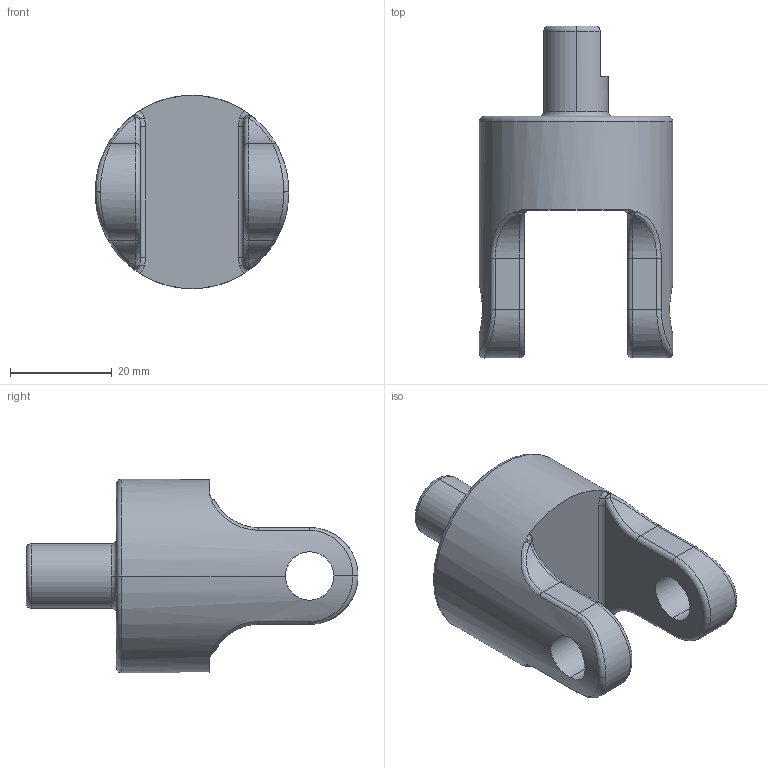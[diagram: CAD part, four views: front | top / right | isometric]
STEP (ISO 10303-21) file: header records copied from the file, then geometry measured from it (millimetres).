
FILE_DESCRIPTION (( 'STEP AP214' ), '1' );
FILE_NAME ('Part 9.STEP', '2025-03-07T11:54:36', ( '' ), ( '' ), 'SwSTEP 2.0', 'SolidWorks 2023', '' );
FILE_SCHEMA (( 'AUTOMOTIVE_DESIGN' ));
Length unit declared in the file: millimetre
Products named in the file (1): Part 9
Bounding box: 38.1 x 65.38 x 38.1 mm (x, y, z)
Volume: 30621.2 mm3; surface area: 8022 mm2
Topology: 1 solids, 1 shells, 73 faces, 182 edges, 110 vertices
Faces by surface type: cylinder 25, torus 19, bspline 14, plane 11, sphere 4
Entity records: 3239 total; most frequent: CARTESIAN_POINT 1557, ORIENTED_EDGE 364, DIRECTION 341, EDGE_CURVE 182, AXIS2_PLACEMENT_3D 149, VERTEX_POINT 110, CIRCLE 89, EDGE_LOOP 76
